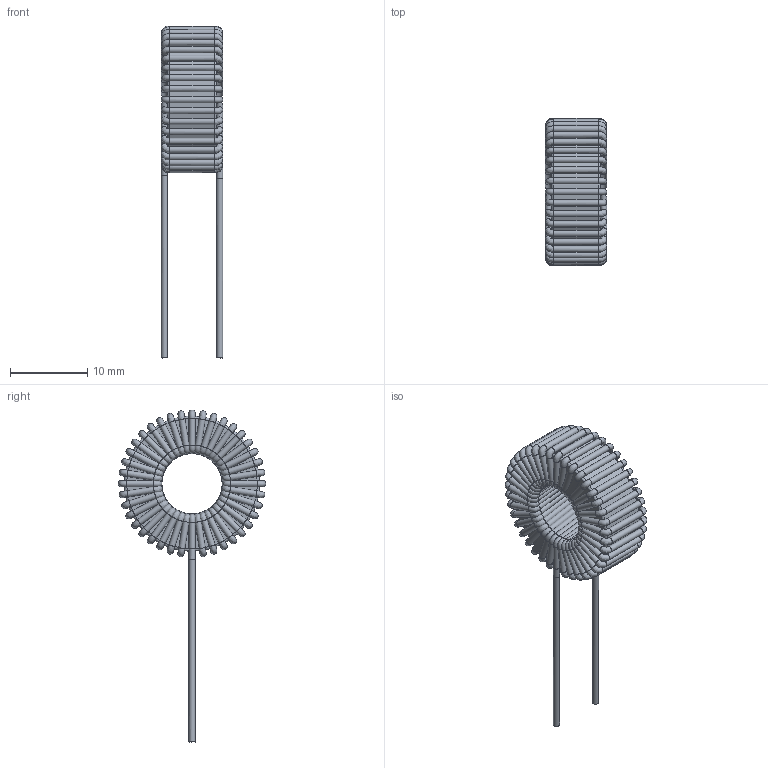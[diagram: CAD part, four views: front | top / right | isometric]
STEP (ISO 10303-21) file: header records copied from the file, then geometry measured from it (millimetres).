
FILE_DESCRIPTION( ('This file contains a STEP AP42 implementation' ,'as created by ZW3D STEP Interface translator.') ,'2;1' );
FILE_NAME( 'TR2313-L.stp' ,'14 925.133152', (''), ('ZWCAD Software Co.'), 'Version 1.0', 'ZW3D to STEP translator', '' );
FILE_SCHEMA( ('CONFIG_CONTROL_DESIGN') );
Length unit declared in the file: millimetre
Products named in the file (1): 0
Bounding box: 7.95 x 19.1 x 43 mm (x, y, z)
Volume: 1577.7 mm3; surface area: 3290.7 mm2
Topology: 4 solids, 4 shells, 335 faces, 958 edges, 631 vertices
Faces by surface type: bspline 335
Entity records: 88955 total; most frequent: CARTESIAN_POINT 83765, ORIENTED_EDGE 1916, EDGE_CURVE 958, B_SPLINE_CURVE_WITH_KNOTS 644, VERTEX_POINT 631, EDGE_LOOP 337, FACE_OUTER_BOUND 335, ADVANCED_FACE 335
